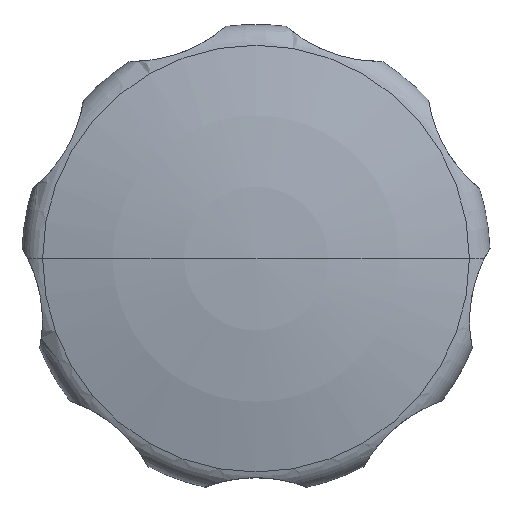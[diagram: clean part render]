
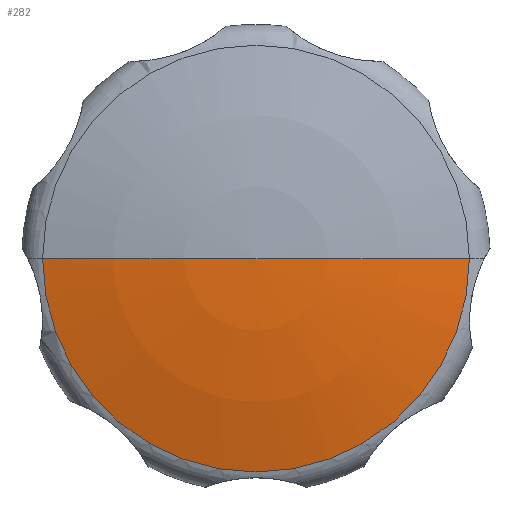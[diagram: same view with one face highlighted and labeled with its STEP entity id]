
A CAD part, top view. The second image highlights one B-rep face of the part: STEP entity #282.
In plain terms, the highlighted spherical face has radius 88.136 mm.
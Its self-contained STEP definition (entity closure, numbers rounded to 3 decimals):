
#282=ADVANCED_FACE('',(#692),#693,.T.);
#310=EDGE_CURVE('',#488,#584,#725,.T.);
#488=VERTEX_POINT('',#917);
#560=VERTEX_POINT('',#997);
#572=EDGE_CURVE('',#488,#560,#1010,.T.);
#584=VERTEX_POINT('',#1022);
#588=EDGE_CURVE('',#560,#584,#1026,.T.);
#692=FACE_OUTER_BOUND('',#1188,.T.);
#693=SPHERICAL_SURFACE('',#1189,88.136);
#725=CIRCLE('',#1257,22.775);
#917=CARTESIAN_POINT('',(-22.775,0.,46.006));
#997=CARTESIAN_POINT('',(0.,0.,49.0));
#1010=CIRCLE('',#2097,88.136);
#1022=CARTESIAN_POINT('',(22.775,0.,46.006));
#1026=CIRCLE('',#2117,88.136);
#1188=EDGE_LOOP('',(#2240,#2241,#2242));
#1189=AXIS2_PLACEMENT_3D('',#2243,#2244,#2245);
#1257=AXIS2_PLACEMENT_3D('',#2299,#2300,#2301);
#2097=AXIS2_PLACEMENT_3D('',#2608,#2609,#2610);
#2117=AXIS2_PLACEMENT_3D('',#2615,#2616,#2617);
#2240=ORIENTED_EDGE('',*,*,#572,.F.);
#2241=ORIENTED_EDGE('',*,*,#310,.T.);
#2242=ORIENTED_EDGE('',*,*,#588,.F.);
#2243=CARTESIAN_POINT('',(0.,0.,-39.136));
#2244=DIRECTION('',(0.,0.,1.0));
#2245=DIRECTION('',(-1.0,0.,0.0));
#2299=CARTESIAN_POINT('',(0.,0.,46.006));
#2300=DIRECTION('',(0.,0.,1.0));
#2301=DIRECTION('',(-1.0,0.,0.));
#2608=CARTESIAN_POINT('',(0.,0.,-39.136));
#2609=DIRECTION('',(0.,1.0,0.));
#2610=DIRECTION('',(0.0,0.,-1.0));
#2615=CARTESIAN_POINT('',(0.,0.,-39.136));
#2616=DIRECTION('',(0.,1.0,0.));
#2617=DIRECTION('',(0.0,0.,-1.0));
